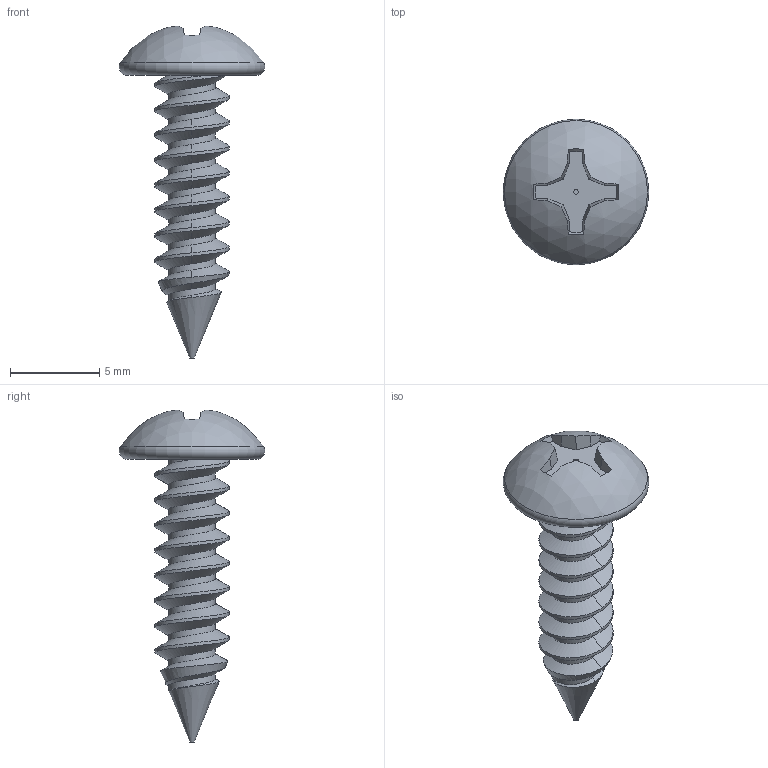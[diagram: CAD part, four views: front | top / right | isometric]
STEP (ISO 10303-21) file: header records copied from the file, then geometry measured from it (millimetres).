
FILE_DESCRIPTION(/* description */ (''),/* implementation_level */ '2;1');
FILE_NAME(/* name */ 'am-1291 screw_90190A196.ipt.step',/* time_stamp */ '2017-01-04T15:00:52-08:00',/* author */ ('PhillipD'),/* organization */ (''),/* preprocessor_version */ 'ST-DEVELOPER v16.5',/* originating_system */ 'Autodesk Inventor 2017',/* authorisation */ '');
FILE_SCHEMA (('AUTOMOTIVE_DESIGN { 1 0 10303 214 3 1 1 }'));
Length unit declared in the file: inch
Products named in the file (1): am-1291 screw_90190A196
Bounding box: 8.18 x 8.18 x 18.65 mm (x, y, z)
Volume: 209.4 mm3; surface area: 360.2 mm2
Topology: 1 solids, 1 shells, 50 faces, 135 edges, 90 vertices
Faces by surface type: plane 20, bspline 19, cone 6, cylinder 3, sphere 1, torus 1
Full cylindrical faces by diameter (mm): 0.254 x1
Entity records: 3642 total; most frequent: CARTESIAN_POINT 2537, ORIENTED_EDGE 256, DIRECTION 173, EDGE_CURVE 128, VERTEX_POINT 87, AXIS2_PLACEMENT_3D 64, EDGE_LOOP 55, B_SPLINE_CURVE_WITH_KNOTS 49
